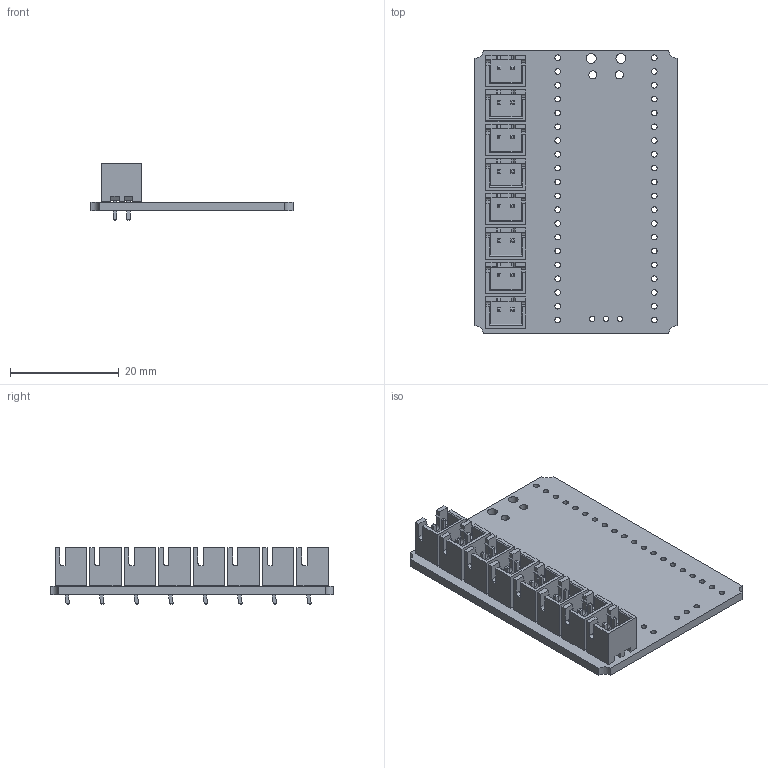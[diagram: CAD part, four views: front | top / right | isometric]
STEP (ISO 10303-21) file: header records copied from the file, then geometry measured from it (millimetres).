
FILE_DESCRIPTION(('KiCad electronic assembly'),'2;1');
FILE_NAME('Button_Board_nopico.step','2022-01-23T09:43:36',('An Author') ,('A Company'),'Open CASCADE STEP processor 7.5', 'KiCad to STEP converter','Unknown');
FILE_SCHEMA(('AUTOMOTIVE_DESIGN { 1 0 10303 214 1 1 1 1 }'));
Length unit declared in the file: millimetre
Products named in the file (4): Open CASCADE STEP translator 7.5 1; JST_XH_B2B-XH-A_1x02_P2.50mm_Vertical; SOLID; COMPOUND
Assembly tree (10 placements, depth 3):
  Open CASCADE STEP translator 7.5 1
    JST_XH_B2B-XH-A_1x02_P2.50mm_Vertical  x8
      SOLID
    COMPOUND
Bounding box: 37.21 x 52.2 x 10.4 mm (x, y, z)
Volume: 4249.1 mm3; surface area: 7546.6 mm2
Topology: 9 solids, 9 shells, 785 faces, 2125 edges, 1390 vertices
Faces by surface type: plane 686, cylinder 99
Full cylindrical faces by diameter (mm): 1 x16, 1.02 x43, 1.5 x2, 1.8 x2
Entity records: 12517 total; most frequent: CARTESIAN_POINT 2643, DIRECTION 1708, LINE 1072, VECTOR 1072, ORIENTED_EDGE 904, PCURVE 904, DEFINITIONAL_REPRESENTATION 904, EDGE_CURVE 452
